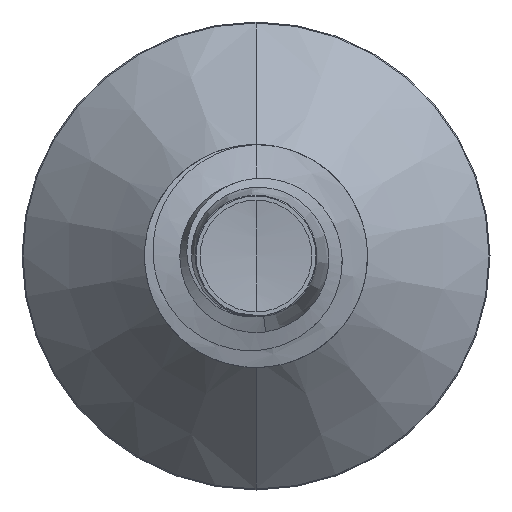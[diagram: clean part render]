
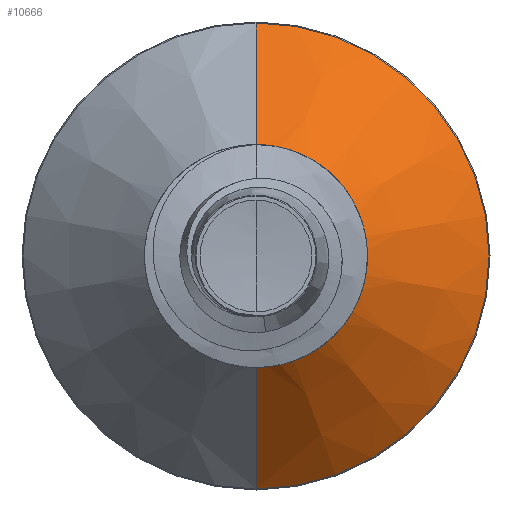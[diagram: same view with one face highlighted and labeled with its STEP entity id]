
A CAD part, front view. The second image highlights one B-rep face of the part: STEP entity #10666.
In plain terms, the highlighted conical face has half-angle 45 degrees and reference radius 1.857 mm.
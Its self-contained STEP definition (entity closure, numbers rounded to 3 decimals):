
#2020 = AXIS2_PLACEMENT_3D ( 'NONE', #5635, #5591, #5545 ) ;
#2352 = ORIENTED_EDGE ( 'NONE', *, *, #16365, .T. ) ;
#2791 = EDGE_CURVE ( 'NONE', #11763, #3011, #4922, .T. ) ;
#2993 = CARTESIAN_POINT ( 'NONE',  ( 0., 14.282, -4.182 ) ) ;
#3011 = VERTEX_POINT ( 'NONE', #14365 ) ;
#3086 = AXIS2_PLACEMENT_3D ( 'NONE', #13485, #13470, #13468 ) ;
#4922 = LINE ( 'NONE', #14651, #6217 ) ;
#5545 = DIRECTION ( 'NONE',  ( 0., 0., 1. ) ) ;
#5591 = DIRECTION ( 'NONE',  ( 0., 1., 0. ) ) ;
#5635 = CARTESIAN_POINT ( 'NONE',  ( 0., 14.282, 0. ) ) ;
#6004 = CARTESIAN_POINT ( 'NONE',  ( 0., 11.957, 1.857 ) ) ;
#6217 = VECTOR ( 'NONE', #14649, 1000. ) ;
#6846 = FACE_OUTER_BOUND ( 'NONE', #11531, .T. ) ;
#7939 = ORIENTED_EDGE ( 'NONE', *, *, #16422, .T. ) ;
#8239 = DIRECTION ( 'NONE',  ( 0., 1., 0. ) ) ;
#8261 = CARTESIAN_POINT ( 'NONE',  ( 0., 11.957, 0. ) ) ;
#8284 = DIRECTION ( 'NONE',  ( 0., 0., 1. ) ) ;
#8316 = VECTOR ( 'NONE', #12652, 1000. ) ;
#9006 = CONICAL_SURFACE ( 'NONE', #13086, 1.857, 0.785 ) ;
#10666 = ADVANCED_FACE ( 'NONE', ( #6846 ), #9006, .T. ) ;
#11531 = EDGE_LOOP ( 'NONE', ( #2352, #7939, #15158, #17168 ) ) ;
#11763 = VERTEX_POINT ( 'NONE', #6004 ) ;
#12652 = DIRECTION ( 'NONE',  ( 0., 0.707, -0.707 ) ) ;
#12667 = CARTESIAN_POINT ( 'NONE',  ( 0., 11.957, -1.857 ) ) ;
#13086 = AXIS2_PLACEMENT_3D ( 'NONE', #8261, #8239, #8284 ) ;
#13197 = CIRCLE ( 'NONE', #3086, 1.857 ) ;
#13270 = VERTEX_POINT ( 'NONE', #2993 ) ;
#13468 = DIRECTION ( 'NONE',  ( 0., 0., 1. ) ) ;
#13470 = DIRECTION ( 'NONE',  ( 0., 1., 0. ) ) ;
#13485 = CARTESIAN_POINT ( 'NONE',  ( 0., 11.957, 0. ) ) ;
#14365 = CARTESIAN_POINT ( 'NONE',  ( 0., 14.282, 4.182 ) ) ;
#14467 = CARTESIAN_POINT ( 'NONE',  ( 0., 11.957, -1.857 ) ) ;
#14649 = DIRECTION ( 'NONE',  ( 0., 0.707, 0.707 ) ) ;
#14651 = CARTESIAN_POINT ( 'NONE',  ( 0., 11.957, 1.857 ) ) ;
#15158 = ORIENTED_EDGE ( 'NONE', *, *, #16903, .F. ) ;
#15346 = LINE ( 'NONE', #12667, #8316 ) ;
#16207 = VERTEX_POINT ( 'NONE', #14467 ) ;
#16365 = EDGE_CURVE ( 'NONE', #11763, #16207, #13197, .T. ) ;
#16422 = EDGE_CURVE ( 'NONE', #16207, #13270, #15346, .T. ) ;
#16903 = EDGE_CURVE ( 'NONE', #3011, #13270, #17681, .T. ) ;
#17168 = ORIENTED_EDGE ( 'NONE', *, *, #2791, .F. ) ;
#17681 = CIRCLE ( 'NONE', #2020, 4.182 ) ;
